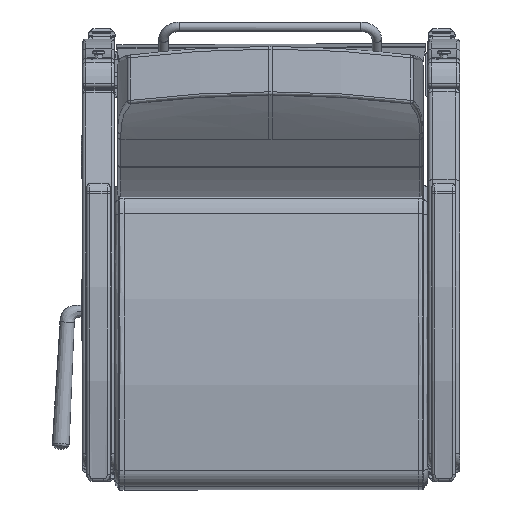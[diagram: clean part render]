
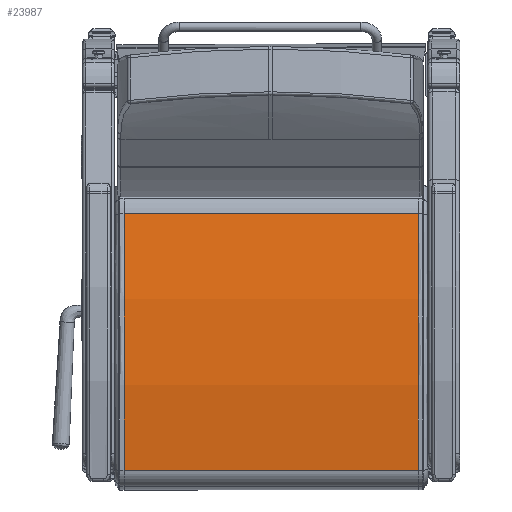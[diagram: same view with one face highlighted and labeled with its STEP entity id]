
A CAD part, front view. The second image highlights one B-rep face of the part: STEP entity #23987.
In plain terms, the highlighted free-form (B-spline) face has degree [1, 2] with [2, 3] control points.
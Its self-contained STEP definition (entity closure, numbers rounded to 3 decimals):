
#768=(
BOUNDED_SURFACE()
B_SPLINE_SURFACE(1,2,((#37323,#37324,#37325),(#37326,#37327,#37328)),
 .UNSPECIFIED.,.F.,.F.,.F.)
B_SPLINE_SURFACE_WITH_KNOTS((2,2),(3,3),(-0.193,0.193),
(1.362,1.699),.UNSPECIFIED.)
GEOMETRIC_REPRESENTATION_ITEM()
RATIONAL_B_SPLINE_SURFACE(((1.,0.986,1.),(1.,0.986,
1.)))
REPRESENTATION_ITEM('')
SURFACE()
);
#824=ELLIPSE('',#25799,60.054,60.);
#836=ELLIPSE('',#25841,60.054,60.);
#2575=FACE_OUTER_BOUND('',#4031,.T.);
#4031=EDGE_LOOP('',(#16902,#16903,#16904,#16905));
#5650=LINE('',#37322,#7306);
#5651=LINE('',#37329,#7307);
#7306=VECTOR('',#29097,0.394);
#7307=VECTOR('',#29098,0.394);
#10346=VERTEX_POINT('',#36495);
#10347=VERTEX_POINT('',#36518);
#10387=VERTEX_POINT('',#36735);
#10388=VERTEX_POINT('',#36758);
#12867=EDGE_CURVE('',#10347,#10346,#824,.T.);
#12926=EDGE_CURVE('',#10388,#10387,#836,.T.);
#13006=EDGE_CURVE('',#10346,#10388,#5650,.T.);
#13007=EDGE_CURVE('',#10347,#10387,#5651,.T.);
#16902=ORIENTED_EDGE('',*,*,#12867,.F.);
#16903=ORIENTED_EDGE('',*,*,#13007,.T.);
#16904=ORIENTED_EDGE('',*,*,#12926,.F.);
#16905=ORIENTED_EDGE('',*,*,#13006,.F.);
#23987=ADVANCED_FACE('',(#2575),#768,.F.);
#25799=AXIS2_PLACEMENT_3D('',#36520,#28850,#28851);
#25841=AXIS2_PLACEMENT_3D('',#36760,#28959,#28960);
#28850=DIRECTION('center_axis',(0.,0.,-1.));
#28851=DIRECTION('ref_axis',(1.,0.,0.));
#28959=DIRECTION('center_axis',(0.,0.,1.));
#28960=DIRECTION('ref_axis',(1.,0.,0.));
#29097=DIRECTION('',(0.,0.,1.));
#29098=DIRECTION('',(0.,0.,1.));
#36495=CARTESIAN_POINT('',(10.111,0.445,-11.563));
#36518=CARTESIAN_POINT('',(-10.045,1.256,-11.563));
#36520=CARTESIAN_POINT('Origin',(-2.35,-58.249,-11.563));
#36735=CARTESIAN_POINT('',(-10.045,1.256,11.563));
#36758=CARTESIAN_POINT('',(10.111,0.445,11.563));
#36760=CARTESIAN_POINT('Origin',(-2.35,-58.249,11.563));
#37322=CARTESIAN_POINT('',(10.111,0.445,0.));
#37323=CARTESIAN_POINT('Ctrl Pts',(10.111,0.445,-11.563));
#37324=CARTESIAN_POINT('Ctrl Pts',(0.103,2.566,-11.563));
#37325=CARTESIAN_POINT('Ctrl Pts',(-10.045,1.256,-11.563));
#37326=CARTESIAN_POINT('Ctrl Pts',(10.111,0.445,11.563));
#37327=CARTESIAN_POINT('Ctrl Pts',(0.103,2.566,11.563));
#37328=CARTESIAN_POINT('Ctrl Pts',(-10.045,1.256,11.563));
#37329=CARTESIAN_POINT('',(-10.045,1.256,0.));
